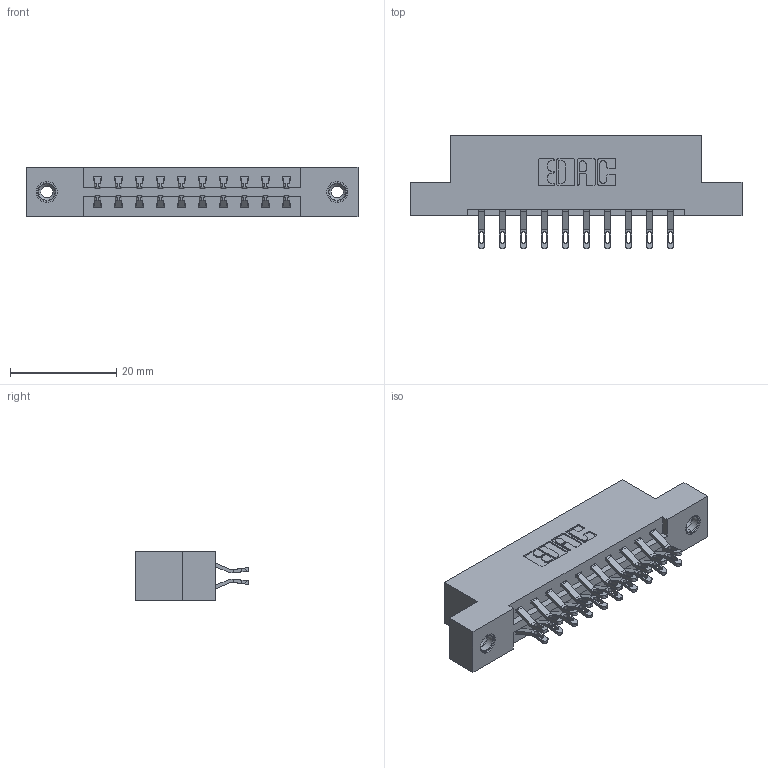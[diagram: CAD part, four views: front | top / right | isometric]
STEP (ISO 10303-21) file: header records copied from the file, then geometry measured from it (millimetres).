
FILE_DESCRIPTION (( 'STEP AP203' ), '1' );
FILE_NAME ('387-020-555-208.STEP', '2018-09-13T12:08:19', ( '' ), ( '' ), 'SwSTEP 2.0', 'SolidWorks 2016', '' );
FILE_SCHEMA (( 'CONFIG_CONTROL_DESIGN' ));
Length unit declared in the file: inch
Products named in the file (4): 345-250-001_345-250-003-102; 387-020-555-208; 337 Part_Flush Mounting Lugs - 0.156 Dia-TI; 345-292-001_555 Tail
Assembly tree (23 placements, depth 2):
  387-020-555-208
    337 Part_Flush Mounting Lugs - 0.156 Dia-TI
    345-292-001_555 Tail  x20
    345-250-001_345-250-003-102  x2
Bounding box: 62.64 x 21.47 x 9.4 mm (x, y, z)
Volume: 6226.7 mm3; surface area: 6971 mm2
Topology: 23 solids, 23 shells, 1374 faces, 4227 edges, 2810 vertices
Faces by surface type: plane 822, cylinder 536, cone 12, torus 4
Entity records: 13404 total; most frequent: CARTESIAN_POINT 2299, ORIENTED_EDGE 2198, DIRECTION 2017, EDGE_CURVE 1099, VECTOR 931, LINE 931, VERTEX_POINT 728, AXIS2_PLACEMENT_3D 543
